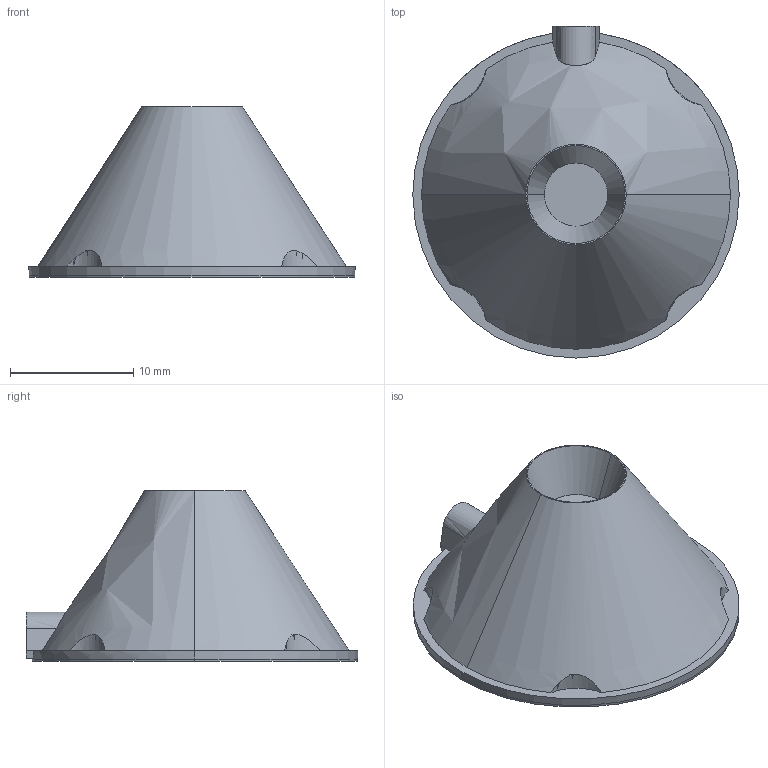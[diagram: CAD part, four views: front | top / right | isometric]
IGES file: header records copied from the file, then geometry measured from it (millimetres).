
Start section:  PTC IGES file: 60463_Iss1A_031012.igs
Global section: file name: 60463_Iss1A_031012.igs; native system: Pro/ENGINEER by Parametric Technology Corporation; preprocessor: 2010280; author: CaseA; organization: Unknown; date: 20121003.113324; units: millimetre
Bounding box: 26.5 x 26.95 x 13.85 mm (x, y, z)
Surface area: 1618.4 mm2 (no closed solid volume)
Topology: 0 solids, 0 shells, 23 faces, 112 edges, 112 vertices
Faces by surface type: revolution 13, bspline 10
